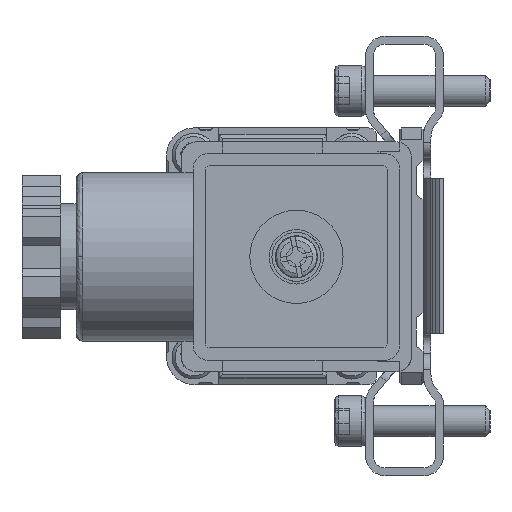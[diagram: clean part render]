
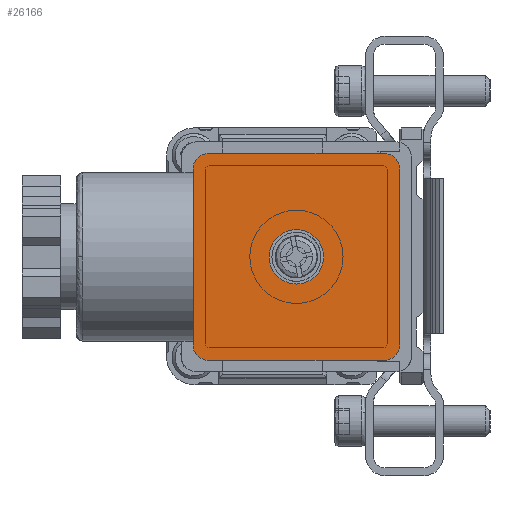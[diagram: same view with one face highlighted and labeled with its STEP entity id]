
A CAD part, left-side view. The second image highlights one B-rep face of the part: STEP entity #26166.
In plain terms, the highlighted planar face has unit normal (-1, 0, 0).
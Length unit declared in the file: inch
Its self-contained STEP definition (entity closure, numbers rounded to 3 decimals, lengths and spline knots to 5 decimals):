
#4 = AXIS2_PLACEMENT_3D ( 'NONE', #5371, #10488, #24469 ) ;
#1180 = DIRECTION ( 'NONE',  ( 1., 0., 0. ) ) ;
#1216 = VECTOR ( 'NONE', #22554, 39.37008 ) ;
#1351 = CARTESIAN_POINT ( 'NONE',  ( -1.07087, 1.16535, 1.17007 ) ) ;
#1427 = LINE ( 'NONE', #11212, #1216 ) ;
#2159 = FACE_OUTER_BOUND ( 'NONE', #18852, .T. ) ;
#2770 = EDGE_CURVE ( 'NONE', #12440, #11196, #18334, .T. ) ;
#3322 = AXIS2_PLACEMENT_3D ( 'NONE', #12890, #5890, #24833 ) ;
#3540 = DIRECTION ( 'NONE',  ( 0., -1., 0. ) ) ;
#3557 = CARTESIAN_POINT ( 'NONE',  ( -1.07087, 0.11811, 1.09133 ) ) ;
#3952 = ORIENTED_EDGE ( 'NONE', *, *, #17536, .F. ) ;
#4002 = LINE ( 'NONE', #1351, #6205 ) ;
#4456 = EDGE_CURVE ( 'NONE', #27211, #25023, #19955, .T. ) ;
#4622 = ORIENTED_EDGE ( 'NONE', *, *, #2770, .F. ) ;
#5371 = CARTESIAN_POINT ( 'NONE',  ( -1.07087, 1.08661, 0.20156 ) ) ;
#5632 = ORIENTED_EDGE ( 'NONE', *, *, #21414, .F. ) ;
#5770 = VECTOR ( 'NONE', #30583, 39.37008 ) ;
#5890 = DIRECTION ( 'NONE',  ( 1., 0., 0. ) ) ;
#6205 = VECTOR ( 'NONE', #3540, 39.37008 ) ;
#8695 = EDGE_CURVE ( 'NONE', #12631, #12440, #10906, .T. ) ;
#8708 = CARTESIAN_POINT ( 'NONE',  ( -1.07087, 1.16535, 0.20156 ) ) ;
#9388 = VERTEX_POINT ( 'NONE', #14128 ) ;
#9397 = EDGE_CURVE ( 'NONE', #20153, #27211, #10441, .T. ) ;
#9871 = VERTEX_POINT ( 'NONE', #23973 ) ;
#10254 = EDGE_CURVE ( 'NONE', #18367, #18367, #15431, .T. ) ;
#10441 = CIRCLE ( 'NONE', #21365, 0.07874 ) ;
#10488 = DIRECTION ( 'NONE',  ( 1., 0., 0. ) ) ;
#10906 = CIRCLE ( 'NONE', #4, 0.07874 ) ;
#11196 = VERTEX_POINT ( 'NONE', #18059 ) ;
#11200 = CARTESIAN_POINT ( 'NONE',  ( -1.07087, 0.64173, 0.50865 ) ) ;
#11212 = CARTESIAN_POINT ( 'NONE',  ( -1.07087, 1.16535, 0.12282 ) ) ;
#11461 = CARTESIAN_POINT ( 'NONE',  ( -1.07087, 0.19685, 1.09133 ) ) ;
#11630 = FACE_BOUND ( 'NONE', #21246, .T. ) ;
#12440 = VERTEX_POINT ( 'NONE', #8708 ) ;
#12631 = VERTEX_POINT ( 'NONE', #16654 ) ;
#12890 = CARTESIAN_POINT ( 'NONE',  ( -1.07087, 1.08661, 1.09133 ) ) ;
#12893 = CARTESIAN_POINT ( 'NONE',  ( -1.07087, 0.64173, 0.64645 ) ) ;
#13033 = ORIENTED_EDGE ( 'NONE', *, *, #13672, .F. ) ;
#13311 = DIRECTION ( 'NONE',  ( 0., -1., 0. ) ) ;
#13508 = ORIENTED_EDGE ( 'NONE', *, *, #9397, .F. ) ;
#13672 = EDGE_CURVE ( 'NONE', #9388, #12631, #1427, .T. ) ;
#14128 = CARTESIAN_POINT ( 'NONE',  ( -1.07087, 0.19685, 0.12282 ) ) ;
#14439 = DIRECTION ( 'NONE',  ( 1., 0., 0. ) ) ;
#14548 = ORIENTED_EDGE ( 'NONE', *, *, #4456, .F. ) ;
#14741 = PLANE ( 'NONE',  #18352 ) ;
#15078 = DIRECTION ( 'NONE',  ( -1., 0., 0. ) ) ;
#15431 = CIRCLE ( 'NONE', #17914, 0.1378 ) ;
#15815 = CIRCLE ( 'NONE', #17299, 0.07874 ) ;
#15950 = EDGE_CURVE ( 'NONE', #11196, #9871, #24139, .T. ) ;
#16322 = CARTESIAN_POINT ( 'NONE',  ( -1.07087, 1.16535, 0.12282 ) ) ;
#16654 = CARTESIAN_POINT ( 'NONE',  ( -1.07087, 1.08661, 0.12282 ) ) ;
#17299 = AXIS2_PLACEMENT_3D ( 'NONE', #29296, #1180, #13311 ) ;
#17536 = EDGE_CURVE ( 'NONE', #25023, #9388, #15815, .T. ) ;
#17720 = CARTESIAN_POINT ( 'NONE',  ( -1.07087, 0.11811, 0.20156 ) ) ;
#17846 = ORIENTED_EDGE ( 'NONE', *, *, #8695, .F. ) ;
#17914 = AXIS2_PLACEMENT_3D ( 'NONE', #12893, #15078, #29178 ) ;
#18059 = CARTESIAN_POINT ( 'NONE',  ( -1.07087, 1.16535, 1.09133 ) ) ;
#18259 = ORIENTED_EDGE ( 'NONE', *, *, #10254, .F. ) ;
#18334 = LINE ( 'NONE', #16322, #5770 ) ;
#18352 = AXIS2_PLACEMENT_3D ( 'NONE', #22015, #14439, #26658 ) ;
#18367 = VERTEX_POINT ( 'NONE', #11200 ) ;
#18852 = EDGE_LOOP ( 'NONE', ( #13033, #3952, #14548, #13508, #5632, #30522, #4622, #17846 ) ) ;
#19955 = LINE ( 'NONE', #26770, #28157 ) ;
#20153 = VERTEX_POINT ( 'NONE', #26057 ) ;
#20958 = DIRECTION ( 'NONE',  ( 1., 0., 0. ) ) ;
#21246 = EDGE_LOOP ( 'NONE', ( #18259 ) ) ;
#21365 = AXIS2_PLACEMENT_3D ( 'NONE', #11461, #20958, #30407 ) ;
#21414 = EDGE_CURVE ( 'NONE', #9871, #20153, #4002, .T. ) ;
#21822 = DIRECTION ( 'NONE',  ( 0., 0., -1. ) ) ;
#22015 = CARTESIAN_POINT ( 'NONE',  ( -1.07087, 1.16535, 0.12282 ) ) ;
#22554 = DIRECTION ( 'NONE',  ( 0., 1., 0. ) ) ;
#23973 = CARTESIAN_POINT ( 'NONE',  ( -1.07087, 1.08661, 1.17007 ) ) ;
#24139 = CIRCLE ( 'NONE', #3322, 0.07874 ) ;
#24469 = DIRECTION ( 'NONE',  ( 0., -1., 0. ) ) ;
#24833 = DIRECTION ( 'NONE',  ( 0., -1., 0. ) ) ;
#25023 = VERTEX_POINT ( 'NONE', #17720 ) ;
#26057 = CARTESIAN_POINT ( 'NONE',  ( -1.07087, 0.19685, 1.17007 ) ) ;
#26166 = ADVANCED_FACE ( 'NONE', ( #2159, #11630 ), #14741, .F. ) ;
#26658 = DIRECTION ( 'NONE',  ( 0., 0., 1. ) ) ;
#26770 = CARTESIAN_POINT ( 'NONE',  ( -1.07087, 0.11811, 0.12282 ) ) ;
#27211 = VERTEX_POINT ( 'NONE', #3557 ) ;
#28157 = VECTOR ( 'NONE', #21822, 39.37008 ) ;
#29178 = DIRECTION ( 'NONE',  ( 0., 0., -1. ) ) ;
#29296 = CARTESIAN_POINT ( 'NONE',  ( -1.07087, 0.19685, 0.20156 ) ) ;
#30407 = DIRECTION ( 'NONE',  ( 0., -1., 0. ) ) ;
#30522 = ORIENTED_EDGE ( 'NONE', *, *, #15950, .F. ) ;
#30583 = DIRECTION ( 'NONE',  ( 0., 0., 1. ) ) ;
